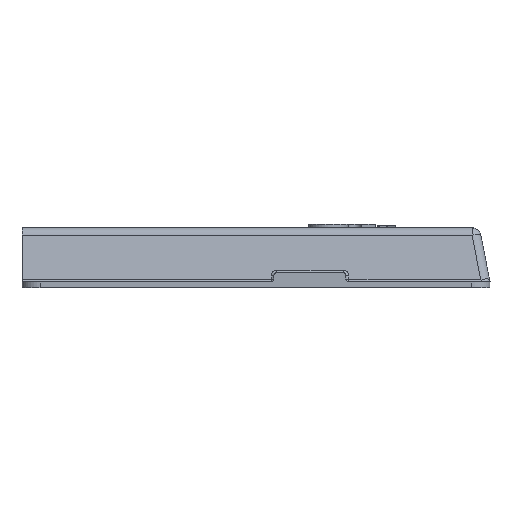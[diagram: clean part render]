
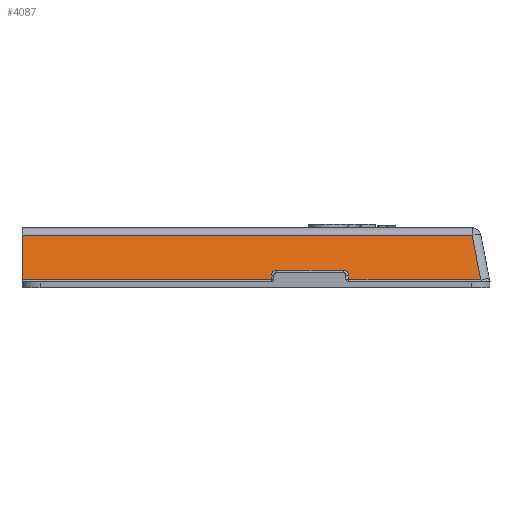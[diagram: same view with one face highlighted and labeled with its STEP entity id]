
A CAD part, left-side view. The second image highlights one B-rep face of the part: STEP entity #4087.
In plain terms, the highlighted planar face has unit normal (-0.982, 0, 0.191).
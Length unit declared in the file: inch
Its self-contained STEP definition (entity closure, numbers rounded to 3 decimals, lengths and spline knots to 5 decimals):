
#294 = VECTOR ( 'NONE', #18053, 39.37008 ) ;
#874 = VECTOR ( 'NONE', #26168, 39.37008 ) ;
#887 = CARTESIAN_POINT ( 'NONE',  ( -3.30526, -0.25477, -0.20328 ) ) ;
#1011 = EDGE_CURVE ( 'NONE', #18844, #25290, #14619, .T. ) ;
#1103 = CARTESIAN_POINT ( 'NONE',  ( -3.32894, 3.25, -0.32513 ) ) ;
#1720 = EDGE_CURVE ( 'NONE', #4895, #4076, #4889, .T. ) ;
#1723 = EDGE_CURVE ( 'NONE', #5683, #4205, #15812, .T. ) ;
#1995 = FACE_OUTER_BOUND ( 'NONE', #4348, .T. ) ;
#2536 = CARTESIAN_POINT ( 'NONE',  ( -3.32894, -1.29, -0.32513 ) ) ;
#2555 = ORIENTED_EDGE ( 'NONE', *, *, #23483, .T. ) ;
#2806 = CARTESIAN_POINT ( 'NONE',  ( -3.30367, -1.22049, -0.19511 ) ) ;
#3043 = B_SPLINE_CURVE_WITH_KNOTS ( 'NONE', 3,
 ( #7048, #17243, #15339, #2536 ),
 .UNSPECIFIED., .F., .F.,
 ( 4, 4 ),
 ( 0., 1. ),
 .UNSPECIFIED. ) ;
#3894 = CARTESIAN_POINT ( 'NONE',  ( -3.32894, -0.21, -0.32513 ) ) ;
#4076 = VERTEX_POINT ( 'NONE', #17966 ) ;
#4087 = ADVANCED_FACE ( 'NONE', ( #1995 ), #16173, .T. ) ;
#4205 = VERTEX_POINT ( 'NONE', #17665 ) ;
#4348 = EDGE_LOOP ( 'NONE', ( #19170, #12860, #9926, #22283, #25289, #19303, #16900, #21753, #2555, #14953 ) ) ;
#4358 = EDGE_CURVE ( 'NONE', #5441, #18844, #9073, .T. ) ;
#4362 = VERTEX_POINT ( 'NONE', #21445 ) ;
#4467 = CARTESIAN_POINT ( 'NONE',  ( -3.30504, -0.25721, -0.20214 ) ) ;
#4613 = CARTESIAN_POINT ( 'NONE',  ( -3.31922, -1.29, -0.27513 ) ) ;
#4795 = CARTESIAN_POINT ( 'NONE',  ( -3.31922, -0.21, -0.27513 ) ) ;
#4889 = LINE ( 'NONE', #25249, #17912 ) ;
#4895 = VERTEX_POINT ( 'NONE', #16767 ) ;
#5441 = VERTEX_POINT ( 'NONE', #25036 ) ;
#5500 = CARTESIAN_POINT ( 'NONE',  ( -3.30367, 0.0666, -0.19513 ) ) ;
#5683 = VERTEX_POINT ( 'NONE', #24748 ) ;
#5836 = CARTESIAN_POINT ( 'NONE',  ( -3.27113, 0.0666, -0.02772 ) ) ;
#6037 = CARTESIAN_POINT ( 'NONE',  ( -3.30367, -0.29, -0.19513 ) ) ;
#6502 = EDGE_CURVE ( 'NONE', #4205, #4362, #3043, .T. ) ;
#6517 = DIRECTION ( 'NONE',  ( 0., -1., 0. ) ) ;
#6658 = CARTESIAN_POINT ( 'NONE',  ( -3.30962, -1.27379, -0.2257 ) ) ;
#7032 = CARTESIAN_POINT ( 'NONE',  ( -3.30367, -0.27945, -0.19513 ) ) ;
#7048 = CARTESIAN_POINT ( 'NONE',  ( -3.31922, -1.29, -0.27513 ) ) ;
#7160 = CARTESIAN_POINT ( 'NONE',  ( -3.31137, -0.22078, -0.2347 ) ) ;
#7540 = LINE ( 'NONE', #5500, #15610 ) ;
#8025 = VECTOR ( 'NONE', #19882, 39.37008 ) ;
#8516 = VECTOR ( 'NONE', #6517, 39.37008 ) ;
#8671 = CARTESIAN_POINT ( 'NONE',  ( -3.30746, -0.23738, -0.21463 ) ) ;
#9057 = CARTESIAN_POINT ( 'NONE',  ( -3.31514, -0.21208, -0.25411 ) ) ;
#9073 = LINE ( 'NONE', #21323, #8516 ) ;
#9219 = LINE ( 'NONE', #17922, #874 ) ;
#9926 = ORIENTED_EDGE ( 'NONE', *, *, #12267, .T. ) ;
#10716 = CARTESIAN_POINT ( 'NONE',  ( -3.30675, -1.25889, -0.21094 ) ) ;
#10760 = VERTEX_POINT ( 'NONE', #15216 ) ;
#10938 = EDGE_CURVE ( 'NONE', #14909, #5683, #7540, .T. ) ;
#11111 = CARTESIAN_POINT ( 'NONE',  ( -3.31129, -1.2796, -0.23433 ) ) ;
#11504 = B_SPLINE_CURVE_WITH_KNOTS ( 'NONE', 3,
 ( #25741, #13273, #9057, #15196, #7160, #13015, #19003, #8671, #17494, #23085, #887, #4467, #12754, #7032, #17227 ),
 .UNSPECIFIED., .F., .F.,
 ( 4, 2, 2, 2, 1, 2, 2, 4 ),
 ( 0., 0.25, 0.375, 0.5, 0.625, 0.6875, 0.75, 1. ),
 .UNSPECIFIED. ) ;
#11919 = CARTESIAN_POINT ( 'NONE',  ( -3.32894, -3.12101, -0.32513 ) ) ;
#12267 = EDGE_CURVE ( 'NONE', #4362, #10760, #9219, .T. ) ;
#12430 = DIRECTION ( 'NONE',  ( 0.191, 0., 0.982 ) ) ;
#12754 = CARTESIAN_POINT ( 'NONE',  ( -3.30406, -0.26932, -0.19713 ) ) ;
#12860 = ORIENTED_EDGE ( 'NONE', *, *, #6502, .T. ) ;
#13015 = CARTESIAN_POINT ( 'NONE',  ( -3.30968, -0.22659, -0.22606 ) ) ;
#13163 = DIRECTION ( 'NONE',  ( 0., -1., 0. ) ) ;
#13273 = CARTESIAN_POINT ( 'NONE',  ( -3.31715, -0.20998, -0.26447 ) ) ;
#13293 = CARTESIAN_POINT ( 'NONE',  ( -3.30406, -1.23062, -0.19711 ) ) ;
#13392 = DIRECTION ( 'NONE',  ( 0., -1., 0. ) ) ;
#13439 = LINE ( 'NONE', #11919, #294 ) ;
#13511 = LINE ( 'NONE', #1103, #8025 ) ;
#14583 = AXIS2_PLACEMENT_3D ( 'NONE', #5836, #16704, #22680 ) ;
#14619 = LINE ( 'NONE', #25310, #15283 ) ;
#14909 = VERTEX_POINT ( 'NONE', #6037 ) ;
#14953 = ORIENTED_EDGE ( 'NONE', *, *, #10938, .T. ) ;
#15196 = CARTESIAN_POINT ( 'NONE',  ( -3.31226, -0.21829, -0.23933 ) ) ;
#15216 = CARTESIAN_POINT ( 'NONE',  ( -3.32894, -3.12101, -0.32513 ) ) ;
#15283 = VECTOR ( 'NONE', #12430, 39.37008 ) ;
#15339 = CARTESIAN_POINT ( 'NONE',  ( -3.3257, -1.29, -0.30847 ) ) ;
#15341 = CARTESIAN_POINT ( 'NONE',  ( -3.30367, -1.21, -0.19513 ) ) ;
#15610 = VECTOR ( 'NONE', #13392, 39.37008 ) ;
#15737 = EDGE_CURVE ( 'NONE', #5441, #4895, #13511, .T. ) ;
#15812 = B_SPLINE_CURVE_WITH_KNOTS ( 'NONE', 3,
 ( #15341, #2806, #13293, #21583, #10716, #6658, #11111, #19024, #19412, #4613 ),
 .UNSPECIFIED., .F., .F.,
 ( 4, 2, 2, 2, 4 ),
 ( 0., 0.25, 0.5, 0.75, 1. ),
 .UNSPECIFIED. ) ;
#16173 = PLANE ( 'NONE',  #14583 ) ;
#16704 = DIRECTION ( 'NONE',  ( -0.982, 0., 0.191 ) ) ;
#16767 = CARTESIAN_POINT ( 'NONE',  ( -3.20911, 3.25, 0.29135 ) ) ;
#16900 = ORIENTED_EDGE ( 'NONE', *, *, #4358, .T. ) ;
#17227 = CARTESIAN_POINT ( 'NONE',  ( -3.30367, -0.29, -0.19513 ) ) ;
#17243 = CARTESIAN_POINT ( 'NONE',  ( -3.32246, -1.29, -0.2918 ) ) ;
#17494 = CARTESIAN_POINT ( 'NONE',  ( -3.30651, -0.24341, -0.20972 ) ) ;
#17665 = CARTESIAN_POINT ( 'NONE',  ( -3.31922, -1.29, -0.27513 ) ) ;
#17912 = VECTOR ( 'NONE', #13163, 39.37008 ) ;
#17922 = CARTESIAN_POINT ( 'NONE',  ( -3.32894, 0.0666, -0.32513 ) ) ;
#17966 = CARTESIAN_POINT ( 'NONE',  ( -3.20911, -3.00117, 0.29135 ) ) ;
#18053 = DIRECTION ( 'NONE',  ( 0.187, 0.187, 0.964 ) ) ;
#18844 = VERTEX_POINT ( 'NONE', #3894 ) ;
#19003 = CARTESIAN_POINT ( 'NONE',  ( -3.3089, -0.22995, -0.222 ) ) ;
#19024 = CARTESIAN_POINT ( 'NONE',  ( -3.31513, -1.28792, -0.25405 ) ) ;
#19170 = ORIENTED_EDGE ( 'NONE', *, *, #1723, .T. ) ;
#19303 = ORIENTED_EDGE ( 'NONE', *, *, #15737, .F. ) ;
#19412 = CARTESIAN_POINT ( 'NONE',  ( -3.31713, -1.29, -0.26437 ) ) ;
#19882 = DIRECTION ( 'NONE',  ( 0.191, 0., 0.982 ) ) ;
#20100 = EDGE_CURVE ( 'NONE', #10760, #4076, #13439, .T. ) ;
#21323 = CARTESIAN_POINT ( 'NONE',  ( -3.32894, 0.0666, -0.32513 ) ) ;
#21445 = CARTESIAN_POINT ( 'NONE',  ( -3.32894, -1.29, -0.32513 ) ) ;
#21583 = CARTESIAN_POINT ( 'NONE',  ( -3.30564, -1.25026, -0.20522 ) ) ;
#21753 = ORIENTED_EDGE ( 'NONE', *, *, #1011, .T. ) ;
#22283 = ORIENTED_EDGE ( 'NONE', *, *, #20100, .T. ) ;
#22680 = DIRECTION ( 'NONE',  ( 0.191, 0., 0.982 ) ) ;
#23085 = CARTESIAN_POINT ( 'NONE',  ( -3.30573, -0.25013, -0.20573 ) ) ;
#23483 = EDGE_CURVE ( 'NONE', #25290, #14909, #11504, .T. ) ;
#24748 = CARTESIAN_POINT ( 'NONE',  ( -3.30367, -1.21, -0.19513 ) ) ;
#25036 = CARTESIAN_POINT ( 'NONE',  ( -3.32894, 3.25, -0.32513 ) ) ;
#25249 = CARTESIAN_POINT ( 'NONE',  ( -3.20911, 3.56256, 0.29135 ) ) ;
#25289 = ORIENTED_EDGE ( 'NONE', *, *, #1720, .F. ) ;
#25290 = VERTEX_POINT ( 'NONE', #4795 ) ;
#25310 = CARTESIAN_POINT ( 'NONE',  ( -3.27113, -0.21, -0.02772 ) ) ;
#25741 = CARTESIAN_POINT ( 'NONE',  ( -3.31922, -0.21, -0.27513 ) ) ;
#26168 = DIRECTION ( 'NONE',  ( 0., -1., 0. ) ) ;
